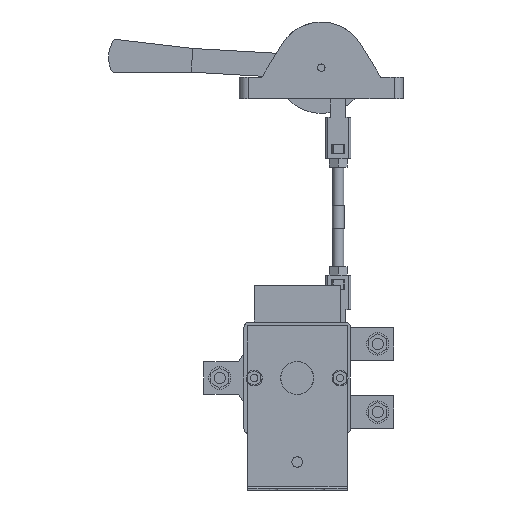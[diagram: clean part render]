
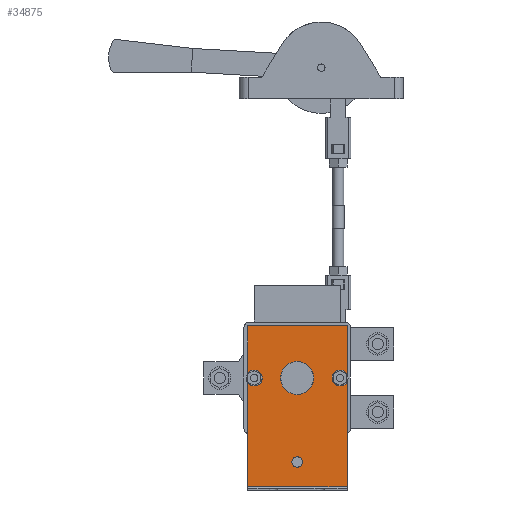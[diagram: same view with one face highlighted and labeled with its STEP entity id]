
A CAD part, left-side view. The second image highlights one B-rep face of the part: STEP entity #34875.
In plain terms, the highlighted planar face has unit normal (-1, 0, 0).
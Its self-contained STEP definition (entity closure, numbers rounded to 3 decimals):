
#51 = CARTESIAN_POINT ( 'NONE',  ( -106.5, 0., -95.6 ) ) ;
#6291 = AXIS2_PLACEMENT_3D ( 'NONE', #7550, #47415, #13282 ) ;
#6525 = EDGE_LOOP ( 'NONE', ( #65856 ) ) ;
#7550 = CARTESIAN_POINT ( 'NONE',  ( -106.5, 0., 0. ) ) ;
#10228 = VERTEX_POINT ( 'NONE', #32859 ) ;
#11942 = ORIENTED_EDGE ( 'NONE', *, *, #24083, .F. ) ;
#12086 = VERTEX_POINT ( 'NONE', #38547 ) ;
#12218 = CARTESIAN_POINT ( 'NONE',  ( -106.5, 53., -118. ) ) ;
#12339 = LINE ( 'NONE', #63283, #55930 ) ;
#12865 = ORIENTED_EDGE ( 'NONE', *, *, #24211, .T. ) ;
#13282 = DIRECTION ( 'NONE',  ( 0., 0., -1. ) ) ;
#14284 = DIRECTION ( 'NONE',  ( 1., 0., 0. ) ) ;
#14535 = FACE_BOUND ( 'NONE', #46729, .T. ) ;
#15924 = CARTESIAN_POINT ( 'NONE',  ( -106.5, -53.5, -4. ) ) ;
#16018 = CARTESIAN_POINT ( 'NONE',  ( -106.5, -53.5, -118. ) ) ;
#17773 = CARTESIAN_POINT ( 'NONE',  ( -106.5, 53., -116.5 ) ) ;
#18787 = CARTESIAN_POINT ( 'NONE',  ( -106.5, -53.5, -118. ) ) ;
#18899 = CARTESIAN_POINT ( 'NONE',  ( -106.5, 53., -118. ) ) ;
#18985 = ORIENTED_EDGE ( 'NONE', *, *, #23218, .T. ) ;
#19460 = CARTESIAN_POINT ( 'NONE',  ( -106.5, 46., 0. ) ) ;
#21169 = VERTEX_POINT ( 'NONE', #66459 ) ;
#21775 = DIRECTION ( 'NONE',  ( 1., 0., 0. ) ) ;
#22047 = PLANE ( 'NONE',  #37601 ) ;
#22911 = EDGE_CURVE ( 'NONE', #67946, #67946, #61270, .T. ) ;
#23030 = EDGE_CURVE ( 'NONE', #53023, #53023, #39212, .T. ) ;
#23127 = EDGE_CURVE ( 'NONE', #40384, #21169, #48929, .T. ) ;
#23218 = EDGE_CURVE ( 'NONE', #21169, #57433, #71775, .T. ) ;
#23445 = EDGE_CURVE ( 'NONE', #41479, #57433, #12339, .T. ) ;
#23452 = EDGE_CURVE ( 'NONE', #12086, #41479, #69083, .T. ) ;
#23556 = EDGE_CURVE ( 'NONE', #10228, #12086, #30255, .T. ) ;
#23768 = DIRECTION ( 'NONE',  ( 0., -1., 0. ) ) ;
#23982 = EDGE_CURVE ( 'NONE', #41010, #10228, #69871, .T. ) ;
#24083 = EDGE_CURVE ( 'NONE', #53685, #41010, #34566, .T. ) ;
#24211 = EDGE_CURVE ( 'NONE', #53685, #40384, #70719, .T. ) ;
#24468 = ORIENTED_EDGE ( 'NONE', *, *, #23556, .F. ) ;
#24694 = DIRECTION ( 'NONE',  ( 0., 0., 1. ) ) ;
#24938 = VECTOR ( 'NONE', #33246, 1000. ) ;
#25228 = DIRECTION ( 'NONE',  ( 0., 0., -1. ) ) ;
#26570 = DIRECTION ( 'NONE',  ( 1., 0., 0. ) ) ;
#27976 = FACE_BOUND ( 'NONE', #6525, .T. ) ;
#28094 = CARTESIAN_POINT ( 'NONE',  ( -106.5, 53., -116.5 ) ) ;
#30255 = CIRCLE ( 'NONE', #42722, 8.5 ) ;
#32859 = CARTESIAN_POINT ( 'NONE',  ( -106.5, 53., -4.822 ) ) ;
#33246 = DIRECTION ( 'NONE',  ( 0., 0., 1. ) ) ;
#33399 = ORIENTED_EDGE ( 'NONE', *, *, #23982, .F. ) ;
#33489 = DIRECTION ( 'NONE',  ( 0., 0., 1. ) ) ;
#34306 = CARTESIAN_POINT ( 'NONE',  ( -106.5, 0., -17.75 ) ) ;
#34566 = LINE ( 'NONE', #17773, #64536 ) ;
#34875 = ADVANCED_FACE ( 'NONE', ( #27976, #14535, #71231 ), #22047, .F. ) ;
#35061 = ORIENTED_EDGE ( 'NONE', *, *, #23452, .F. ) ;
#37601 = AXIS2_PLACEMENT_3D ( 'NONE', #44621, #21775, #33489 ) ;
#38547 = CARTESIAN_POINT ( 'NONE',  ( -106.5, 53., 4.822 ) ) ;
#39212 = CIRCLE ( 'NONE', #45522, 5.6 ) ;
#40384 = VERTEX_POINT ( 'NONE', #15924 ) ;
#41010 = VERTEX_POINT ( 'NONE', #28094 ) ;
#41267 = ORIENTED_EDGE ( 'NONE', *, *, #23445, .F. ) ;
#41479 = VERTEX_POINT ( 'NONE', #43412 ) ;
#41682 = VECTOR ( 'NONE', #24694, 1000. ) ;
#42722 = AXIS2_PLACEMENT_3D ( 'NONE', #19460, #59143, #25228 ) ;
#43412 = CARTESIAN_POINT ( 'NONE',  ( -106.5, 53., 56. ) ) ;
#44573 = CARTESIAN_POINT ( 'NONE',  ( -106.5, -53.5, 56. ) ) ;
#44621 = CARTESIAN_POINT ( 'NONE',  ( -106.5, 234.432, -118. ) ) ;
#44758 = ORIENTED_EDGE ( 'NONE', *, *, #23030, .T. ) ;
#45522 = AXIS2_PLACEMENT_3D ( 'NONE', #48380, #14284, #54061 ) ;
#46729 = EDGE_LOOP ( 'NONE', ( #44758 ) ) ;
#47393 = DIRECTION ( 'NONE',  ( 0., 0., 1. ) ) ;
#47415 = DIRECTION ( 'NONE',  ( 1., 0., 0. ) ) ;
#48258 = EDGE_LOOP ( 'NONE', ( #60665, #18985, #41267, #35061, #24468, #33399, #11942, #12865 ) ) ;
#48380 = CARTESIAN_POINT ( 'NONE',  ( -106.5, 0., -90. ) ) ;
#48929 = CIRCLE ( 'NONE', #71928, 8.5 ) ;
#52839 = CARTESIAN_POINT ( 'NONE',  ( -106.5, -53.5, -116.5 ) ) ;
#53023 = VERTEX_POINT ( 'NONE', #51 ) ;
#53685 = VERTEX_POINT ( 'NONE', #52839 ) ;
#54061 = DIRECTION ( 'NONE',  ( 0., 0., -1. ) ) ;
#55930 = VECTOR ( 'NONE', #23768, 1000. ) ;
#57433 = VERTEX_POINT ( 'NONE', #44573 ) ;
#57512 = DIRECTION ( 'NONE',  ( 0., 1., 0. ) ) ;
#59143 = DIRECTION ( 'NONE',  ( -1., 0., 0. ) ) ;
#60412 = CARTESIAN_POINT ( 'NONE',  ( -106.5, -46., 0. ) ) ;
#60665 = ORIENTED_EDGE ( 'NONE', *, *, #23127, .T. ) ;
#61270 = CIRCLE ( 'NONE', #6291, 17.75 ) ;
#63283 = CARTESIAN_POINT ( 'NONE',  ( -106.5, 234.432, 56. ) ) ;
#64536 = VECTOR ( 'NONE', #57512, 1000. ) ;
#65856 = ORIENTED_EDGE ( 'NONE', *, *, #22911, .T. ) ;
#66043 = DIRECTION ( 'NONE',  ( 0., 0., -1. ) ) ;
#66459 = CARTESIAN_POINT ( 'NONE',  ( -106.5, -53.5, 4. ) ) ;
#67195 = VECTOR ( 'NONE', #47393, 1000. ) ;
#67318 = VECTOR ( 'NONE', #68963, 1000. ) ;
#67946 = VERTEX_POINT ( 'NONE', #34306 ) ;
#68963 = DIRECTION ( 'NONE',  ( 0., 0., 1. ) ) ;
#69083 = LINE ( 'NONE', #12218, #67318 ) ;
#69871 = LINE ( 'NONE', #18899, #41682 ) ;
#70719 = LINE ( 'NONE', #18787, #67195 ) ;
#71231 = FACE_OUTER_BOUND ( 'NONE', #48258, .T. ) ;
#71775 = LINE ( 'NONE', #16018, #24938 ) ;
#71928 = AXIS2_PLACEMENT_3D ( 'NONE', #60412, #26570, #66043 ) ;
